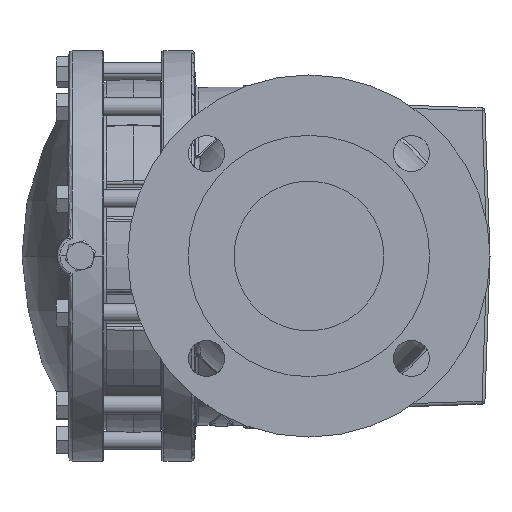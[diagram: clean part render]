
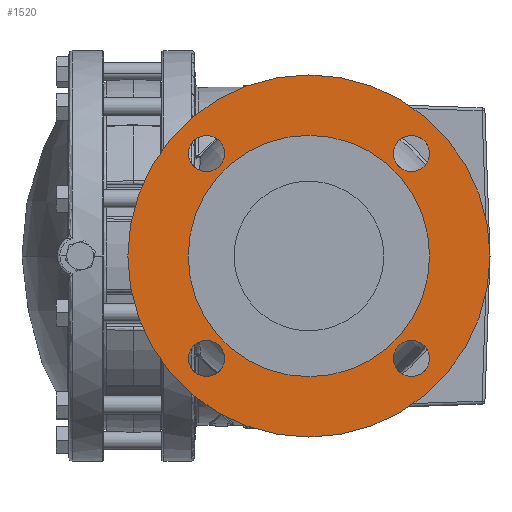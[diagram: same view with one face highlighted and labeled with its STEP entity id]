
A CAD part, left-side view. The second image highlights one B-rep face of the part: STEP entity #1520.
In plain terms, the highlighted planar face has unit normal (-1, 0, 0).
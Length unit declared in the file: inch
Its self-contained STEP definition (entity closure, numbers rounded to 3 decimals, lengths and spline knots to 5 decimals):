
#307 = AXIS2_PLACEMENT_3D ( 'NONE', #25705, #27432, #30696 ) ;
#485 = VERTEX_POINT ( 'NONE', #18505 ) ;
#543 = EDGE_LOOP ( 'NONE', ( #9715, #9559 ) ) ;
#922 = CARTESIAN_POINT ( 'NONE',  ( -6.0315, 0., 2.5 ) ) ;
#974 = AXIS2_PLACEMENT_3D ( 'NONE', #11379, #14734, #34727 ) ;
#1001 = CARTESIAN_POINT ( 'NONE',  ( -6.0315, 3.75, 0. ) ) ;
#1520 = ADVANCED_FACE ( 'NONE', ( #30668, #22854, #42792, #39095, #26087, #11499 ), #13533, .F. ) ;
#2397 = DIRECTION ( 'NONE',  ( 0., 0., -1. ) ) ;
#2828 = CARTESIAN_POINT ( 'NONE',  ( -6.0315, -2.12132, -1.74632 ) ) ;
#4045 = VERTEX_POINT ( 'NONE', #42977 ) ;
#4285 = CARTESIAN_POINT ( 'NONE',  ( -6.0315, -3.75, 0. ) ) ;
#5130 = CIRCLE ( 'NONE', #15173, 2.5 ) ;
#5154 = VERTEX_POINT ( 'NONE', #922 ) ;
#5238 = AXIS2_PLACEMENT_3D ( 'NONE', #42467, #19070, #39091 ) ;
#6624 = CARTESIAN_POINT ( 'NONE',  ( -6.0315, 2.12132, -2.12132 ) ) ;
#6937 = CARTESIAN_POINT ( 'NONE',  ( -6.0315, -2.12132, 2.49632 ) ) ;
#7121 = CIRCLE ( 'NONE', #41522, 0.375 ) ;
#7182 = CIRCLE ( 'NONE', #35230, 3.75 ) ;
#7184 = VERTEX_POINT ( 'NONE', #4285 ) ;
#7251 = EDGE_CURVE ( 'NONE', #14816, #38461, #34996, .T. ) ;
#7851 = CARTESIAN_POINT ( 'NONE',  ( -6.0315, 0., 0. ) ) ;
#8870 = EDGE_CURVE ( 'NONE', #5154, #20258, #29971, .T. ) ;
#8946 = EDGE_LOOP ( 'NONE', ( #25478, #32178 ) ) ;
#8965 = CIRCLE ( 'NONE', #974, 0.375 ) ;
#9020 = EDGE_LOOP ( 'NONE', ( #19636, #28439 ) ) ;
#9559 = ORIENTED_EDGE ( 'NONE', *, *, #28409, .T. ) ;
#9715 = ORIENTED_EDGE ( 'NONE', *, *, #20180, .T. ) ;
#9992 = DIRECTION ( 'NONE',  ( 0., 0., -1. ) ) ;
#10581 = ORIENTED_EDGE ( 'NONE', *, *, #31730, .T. ) ;
#11168 = CARTESIAN_POINT ( 'NONE',  ( -6.0315, 2.12132, -2.49632 ) ) ;
#11194 = DIRECTION ( 'NONE',  ( 0., 0., 1. ) ) ;
#11379 = CARTESIAN_POINT ( 'NONE',  ( -6.0315, 2.12132, -2.12132 ) ) ;
#11499 = FACE_OUTER_BOUND ( 'NONE', #9020, .T. ) ;
#11775 = VERTEX_POINT ( 'NONE', #2828 ) ;
#11831 = CIRCLE ( 'NONE', #5238, 3.75 ) ;
#13488 = VERTEX_POINT ( 'NONE', #38674 ) ;
#13533 = PLANE ( 'NONE',  #21384 ) ;
#13624 = EDGE_CURVE ( 'NONE', #4045, #13488, #14842, .T. ) ;
#14734 = DIRECTION ( 'NONE',  ( 1., 0., 0. ) ) ;
#14816 = VERTEX_POINT ( 'NONE', #6937 ) ;
#14818 = CARTESIAN_POINT ( 'NONE',  ( -6.0315, -2.12132, 2.12132 ) ) ;
#14842 = CIRCLE ( 'NONE', #20632, 0.375 ) ;
#14874 = CIRCLE ( 'NONE', #29174, 0.375 ) ;
#15173 = AXIS2_PLACEMENT_3D ( 'NONE', #7851, #31179, #11194 ) ;
#15475 = EDGE_CURVE ( 'NONE', #7184, #24144, #11831, .T. ) ;
#16341 = EDGE_CURVE ( 'NONE', #17159, #485, #8965, .T. ) ;
#16921 = DIRECTION ( 'NONE',  ( 0., 0., -1. ) ) ;
#17159 = VERTEX_POINT ( 'NONE', #11168 ) ;
#17413 = DIRECTION ( 'NONE',  ( 1., 0., 0. ) ) ;
#18196 = DIRECTION ( 'NONE',  ( 0., 0., -1. ) ) ;
#18505 = CARTESIAN_POINT ( 'NONE',  ( -6.0315, 2.12132, -1.74632 ) ) ;
#18746 = AXIS2_PLACEMENT_3D ( 'NONE', #28297, #31639, #21745 ) ;
#19070 = DIRECTION ( 'NONE',  ( 1., 0., 0. ) ) ;
#19489 = DIRECTION ( 'NONE',  ( 0., 0., -1. ) ) ;
#19636 = ORIENTED_EDGE ( 'NONE', *, *, #20512, .F. ) ;
#20095 = DIRECTION ( 'NONE',  ( 1., 0., 0. ) ) ;
#20114 = DIRECTION ( 'NONE',  ( 1., 0., 0. ) ) ;
#20180 = EDGE_CURVE ( 'NONE', #11775, #41058, #23312, .T. ) ;
#20258 = VERTEX_POINT ( 'NONE', #41225 ) ;
#20512 = EDGE_CURVE ( 'NONE', #24144, #7184, #7182, .T. ) ;
#20632 = AXIS2_PLACEMENT_3D ( 'NONE', #22772, #20095, #31846 ) ;
#20804 = CIRCLE ( 'NONE', #30558, 0.375 ) ;
#21384 = AXIS2_PLACEMENT_3D ( 'NONE', #31913, #20114, #16921 ) ;
#21627 = CARTESIAN_POINT ( 'NONE',  ( -6.0315, 0., 0. ) ) ;
#21745 = DIRECTION ( 'NONE',  ( 0., 0., 1. ) ) ;
#22287 = DIRECTION ( 'NONE',  ( 1., 0., 0. ) ) ;
#22380 = DIRECTION ( 'NONE',  ( 1., 0., 0. ) ) ;
#22772 = CARTESIAN_POINT ( 'NONE',  ( -6.0315, 2.12132, 2.12132 ) ) ;
#22854 = FACE_BOUND ( 'NONE', #543, .T. ) ;
#23255 = CARTESIAN_POINT ( 'NONE',  ( -6.0315, -2.12132, -2.49632 ) ) ;
#23312 = CIRCLE ( 'NONE', #307, 0.375 ) ;
#23830 = DIRECTION ( 'NONE',  ( 1., 0., 0. ) ) ;
#24144 = VERTEX_POINT ( 'NONE', #1001 ) ;
#25123 = DIRECTION ( 'NONE',  ( 0., 0., -1. ) ) ;
#25478 = ORIENTED_EDGE ( 'NONE', *, *, #26486, .T. ) ;
#25705 = CARTESIAN_POINT ( 'NONE',  ( -6.0315, -2.12132, -2.12132 ) ) ;
#26087 = FACE_BOUND ( 'NONE', #34521, .T. ) ;
#26486 = EDGE_CURVE ( 'NONE', #13488, #4045, #14874, .T. ) ;
#26495 = CARTESIAN_POINT ( 'NONE',  ( -6.0315, -2.12132, 1.74632 ) ) ;
#27139 = EDGE_CURVE ( 'NONE', #20258, #5154, #5130, .T. ) ;
#27432 = DIRECTION ( 'NONE',  ( 1., 0., 0. ) ) ;
#27592 = ORIENTED_EDGE ( 'NONE', *, *, #16341, .T. ) ;
#28297 = CARTESIAN_POINT ( 'NONE',  ( -6.0315, 0., 0. ) ) ;
#28409 = EDGE_CURVE ( 'NONE', #41058, #11775, #42160, .T. ) ;
#28439 = ORIENTED_EDGE ( 'NONE', *, *, #15475, .F. ) ;
#29174 = AXIS2_PLACEMENT_3D ( 'NONE', #37424, #17413, #40792 ) ;
#29887 = CARTESIAN_POINT ( 'NONE',  ( -6.0315, -2.12132, 2.12132 ) ) ;
#29923 = ORIENTED_EDGE ( 'NONE', *, *, #27139, .F. ) ;
#29966 = DIRECTION ( 'NONE',  ( 1., 0., 0. ) ) ;
#29971 = CIRCLE ( 'NONE', #18746, 2.5 ) ;
#30558 = AXIS2_PLACEMENT_3D ( 'NONE', #6624, #29966, #9992 ) ;
#30668 = FACE_BOUND ( 'NONE', #37113, .T. ) ;
#30696 = DIRECTION ( 'NONE',  ( 0., 0., -1. ) ) ;
#31179 = DIRECTION ( 'NONE',  ( -1., 0., 0. ) ) ;
#31639 = DIRECTION ( 'NONE',  ( -1., 0., 0. ) ) ;
#31730 = EDGE_CURVE ( 'NONE', #38461, #14816, #7121, .T. ) ;
#31846 = DIRECTION ( 'NONE',  ( 0., 0., -1. ) ) ;
#31913 = CARTESIAN_POINT ( 'NONE',  ( -6.0315, 0., 2.5 ) ) ;
#32178 = ORIENTED_EDGE ( 'NONE', *, *, #13624, .T. ) ;
#34521 = EDGE_LOOP ( 'NONE', ( #39698, #29923 ) ) ;
#34727 = DIRECTION ( 'NONE',  ( 0., 0., -1. ) ) ;
#34996 = CIRCLE ( 'NONE', #37803, 0.375 ) ;
#35230 = AXIS2_PLACEMENT_3D ( 'NONE', #21627, #22287, #25123 ) ;
#35307 = EDGE_LOOP ( 'NONE', ( #38283, #10581 ) ) ;
#37026 = ORIENTED_EDGE ( 'NONE', *, *, #39632, .T. ) ;
#37113 = EDGE_LOOP ( 'NONE', ( #37026, #27592 ) ) ;
#37424 = CARTESIAN_POINT ( 'NONE',  ( -6.0315, 2.12132, 2.12132 ) ) ;
#37803 = AXIS2_PLACEMENT_3D ( 'NONE', #14818, #38185, #18196 ) ;
#38185 = DIRECTION ( 'NONE',  ( 1., 0., 0. ) ) ;
#38283 = ORIENTED_EDGE ( 'NONE', *, *, #7251, .T. ) ;
#38290 = AXIS2_PLACEMENT_3D ( 'NONE', #42436, #22380, #2397 ) ;
#38461 = VERTEX_POINT ( 'NONE', #26495 ) ;
#38674 = CARTESIAN_POINT ( 'NONE',  ( -6.0315, 2.12132, 2.49632 ) ) ;
#39091 = DIRECTION ( 'NONE',  ( 0., 0., -1. ) ) ;
#39095 = FACE_BOUND ( 'NONE', #8946, .T. ) ;
#39632 = EDGE_CURVE ( 'NONE', #485, #17159, #20804, .T. ) ;
#39698 = ORIENTED_EDGE ( 'NONE', *, *, #8870, .F. ) ;
#40792 = DIRECTION ( 'NONE',  ( 0., 0., -1. ) ) ;
#41058 = VERTEX_POINT ( 'NONE', #23255 ) ;
#41225 = CARTESIAN_POINT ( 'NONE',  ( -6.0315, 0., -2.5 ) ) ;
#41522 = AXIS2_PLACEMENT_3D ( 'NONE', #29887, #23830, #19489 ) ;
#42160 = CIRCLE ( 'NONE', #38290, 0.375 ) ;
#42436 = CARTESIAN_POINT ( 'NONE',  ( -6.0315, -2.12132, -2.12132 ) ) ;
#42467 = CARTESIAN_POINT ( 'NONE',  ( -6.0315, 0., 0. ) ) ;
#42792 = FACE_BOUND ( 'NONE', #35307, .T. ) ;
#42977 = CARTESIAN_POINT ( 'NONE',  ( -6.0315, 2.12132, 1.74632 ) ) ;
